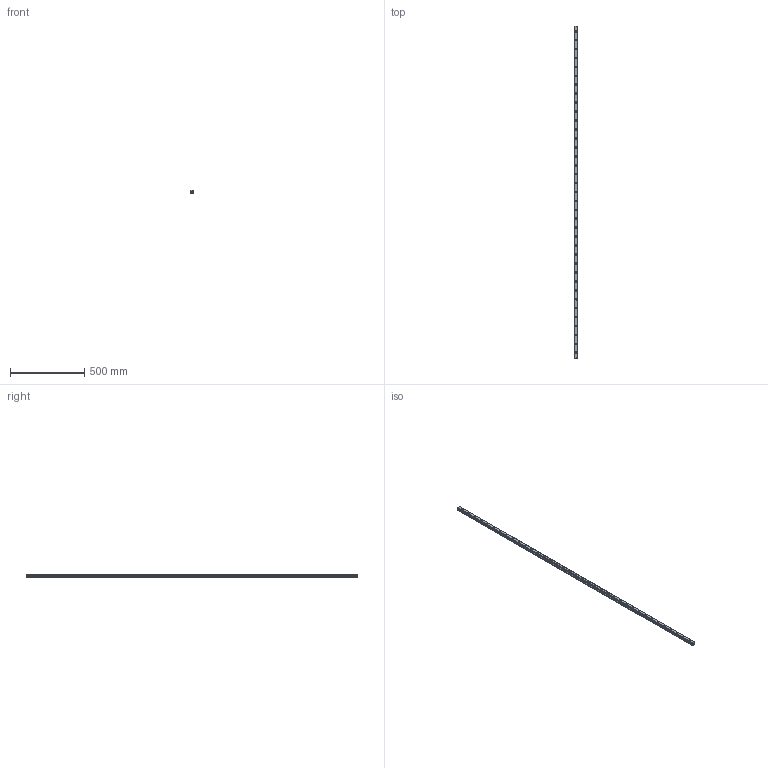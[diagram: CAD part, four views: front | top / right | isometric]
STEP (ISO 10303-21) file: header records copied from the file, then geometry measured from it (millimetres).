
FILE_DESCRIPTION(('STEP AP214'),'1');
FILE_NAME('cctmp_CE259BBB-73DB-4BFA-A1B9-210C5D4EB011_2020_6_9_14_27_52_221..stp','2020-06-09T12:27:52',('HIWIN GmbH'),('CADClick - www.CADClick.com'),'Spatial InterOp 3D',' ','unknown authorization');
FILE_SCHEMA(('AUTOMOTIVE_DESIGN'));
Length unit declared in the file: millimetre
Products named in the file (1): HGR25R2230H_FILE
Bounding box: 23 x 2230 x 22 mm (x, y, z)
Volume: 927300.6 mm3; surface area: 229179.3 mm2
Topology: 1 solids, 1 shells, 555 faces, 1425 edges, 950 vertices
Faces by surface type: plane 311, cylinder 244
Entity records: 21727 total; most frequent: DIRECTION 3321, CARTESIAN_POINT 2931, ORIENTED_EDGE 2850, EDGE_CURVE 1425, AXIS2_PLACEMENT_3D 1340, VERTEX_POINT 950, LINE 641, VECTOR 641
